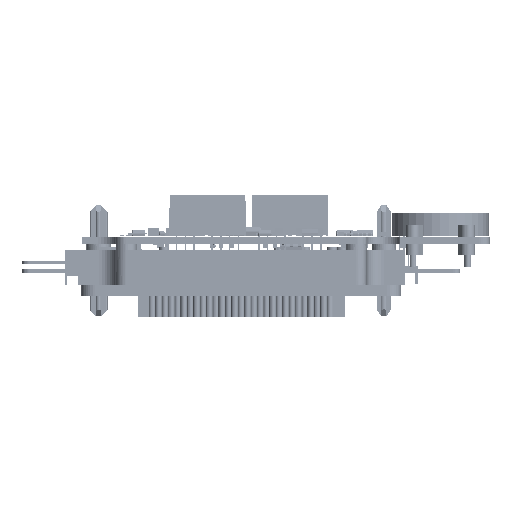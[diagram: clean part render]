
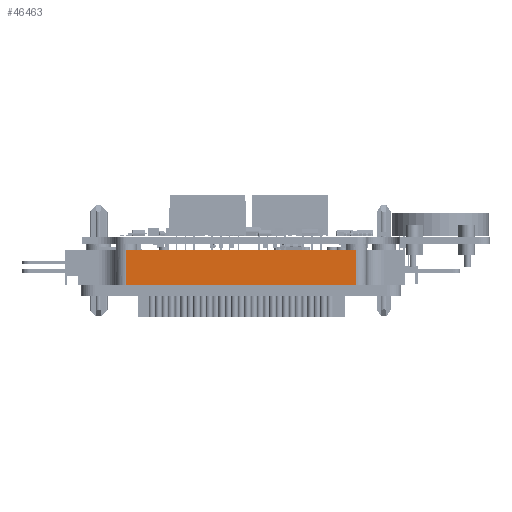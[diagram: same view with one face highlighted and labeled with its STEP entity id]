
A CAD part, left-side view. The second image highlights one B-rep face of the part: STEP entity #46463.
In plain terms, the highlighted planar face has unit normal (-1, 0, 0).
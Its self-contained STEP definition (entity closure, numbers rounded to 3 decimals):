
#41854 = VERTEX_POINT('',#41855);
#41855 = CARTESIAN_POINT('',(-77.25,13.,33.));
#41862 = EDGE_CURVE('',#41863,#41854,#41865,.T.);
#41863 = VERTEX_POINT('',#41864);
#41864 = CARTESIAN_POINT('',(-77.25,13.,-33.));
#41865 = LINE('',#41866,#41867);
#41866 = CARTESIAN_POINT('',(-77.25,13.,47.));
#41867 = VECTOR('',#41868,1.);
#41868 = DIRECTION('',(-0.,-0.,1.));
#45905 = VERTEX_POINT('',#45906);
#45906 = CARTESIAN_POINT('',(-77.25,3.,33.));
#45913 = EDGE_CURVE('',#45914,#45905,#45916,.T.);
#45914 = VERTEX_POINT('',#45915);
#45915 = CARTESIAN_POINT('',(-77.25,3.,-33.));
#45916 = LINE('',#45917,#45918);
#45917 = CARTESIAN_POINT('',(-77.25,3.,47.));
#45918 = VECTOR('',#45919,1.);
#45919 = DIRECTION('',(-0.,-0.,1.));
#46463 = ADVANCED_FACE('',(#46464),#46480,.F.);
#46464 = FACE_BOUND('',#46465,.T.);
#46465 = EDGE_LOOP('',(#46466,#46467,#46473,#46474));
#46466 = ORIENTED_EDGE('',*,*,#45913,.T.);
#46467 = ORIENTED_EDGE('',*,*,#46468,.T.);
#46468 = EDGE_CURVE('',#45905,#41854,#46469,.T.);
#46469 = LINE('',#46470,#46471);
#46470 = CARTESIAN_POINT('',(-77.25,13.,33.));
#46471 = VECTOR('',#46472,1.);
#46472 = DIRECTION('',(0.,1.,0.));
#46473 = ORIENTED_EDGE('',*,*,#41862,.F.);
#46474 = ORIENTED_EDGE('',*,*,#46475,.T.);
#46475 = EDGE_CURVE('',#41863,#45914,#46476,.T.);
#46476 = LINE('',#46477,#46478);
#46477 = CARTESIAN_POINT('',(-77.25,13.,-33.));
#46478 = VECTOR('',#46479,1.);
#46479 = DIRECTION('',(-0.,-1.,-0.));
#46480 = PLANE('',#46481);
#46481 = AXIS2_PLACEMENT_3D('',#46482,#46483,#46484);
#46482 = CARTESIAN_POINT('',(-77.25,13.,47.));
#46483 = DIRECTION('',(1.,-0.,0.));
#46484 = DIRECTION('',(0.,0.,-1.));
